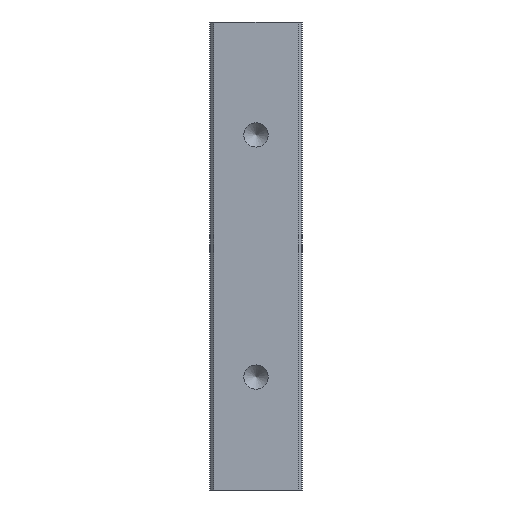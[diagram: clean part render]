
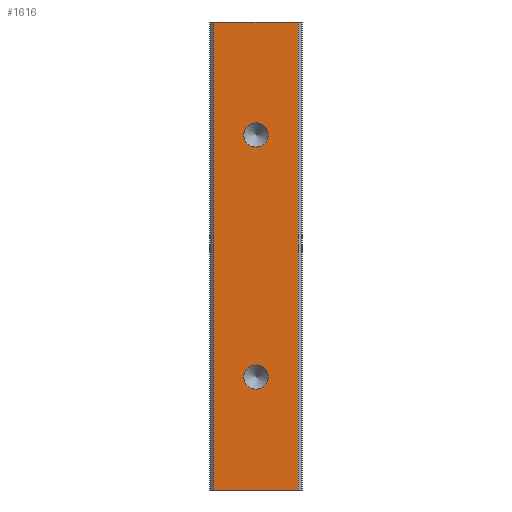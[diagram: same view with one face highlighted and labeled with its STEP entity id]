
A CAD part, front view. The second image highlights one B-rep face of the part: STEP entity #1616.
In plain terms, the highlighted planar face has unit normal (0, -1, 0).
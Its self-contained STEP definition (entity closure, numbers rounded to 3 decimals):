
#24 = VERTEX_POINT ( 'NONE', #120 ) ;
#36 = VERTEX_POINT ( 'NONE', #132 ) ;
#37 = VERTEX_POINT ( 'NONE', #133 ) ;
#53 = VERTEX_POINT ( 'NONE', #149 ) ;
#120 = CARTESIAN_POINT ( 'NONE',  ( 10.5, 0., -116. ) ) ;
#132 = CARTESIAN_POINT ( 'NONE',  ( 10.5, 0., 0. ) ) ;
#133 = CARTESIAN_POINT ( 'NONE',  ( -10.5, 0., 0. ) ) ;
#149 = CARTESIAN_POINT ( 'NONE',  ( -10.5, 0., -116. ) ) ;
#201 = CARTESIAN_POINT ( 'NONE',  ( 10.5, 0., 0. ) ) ;
#202 = CARTESIAN_POINT ( 'NONE',  ( 10.5, 0., -116. ) ) ;
#203 = CARTESIAN_POINT ( 'NONE',  ( -10.5, 0., -116. ) ) ;
#204 = DIRECTION ( 'NONE',  ( 1., 0., 0. ) ) ;
#205 = DIRECTION ( 'NONE',  ( 1., 0., 0. ) ) ;
#206 = DIRECTION ( 'NONE',  ( 0., 0., 1. ) ) ;
#207 = CARTESIAN_POINT ( 'NONE',  ( 0., 0., -28. ) ) ;
#208 = DIRECTION ( 'NONE',  ( 0., 1., 0. ) ) ;
#209 = DIRECTION ( 'NONE',  ( 0., 0., 1. ) ) ;
#210 = CARTESIAN_POINT ( 'NONE',  ( 10.5, 0., -116. ) ) ;
#211 = DIRECTION ( 'NONE',  ( 0., 0., 1. ) ) ;
#212 = CARTESIAN_POINT ( 'NONE',  ( 0., 0., -88. ) ) ;
#215 = DIRECTION ( 'NONE',  ( 0., 1., 0. ) ) ;
#216 = DIRECTION ( 'NONE',  ( 0., 0., 1. ) ) ;
#587 = PLANE ( 'NONE',  #1226 ) ;
#588 = CARTESIAN_POINT ( 'NONE',  ( 10.5, 0., -116. ) ) ;
#589 = DIRECTION ( 'NONE',  ( 0., -1., 0. ) ) ;
#590 = DIRECTION ( 'NONE',  ( 1., 0., 0. ) ) ;
#657 = EDGE_LOOP ( 'NONE', ( #785, #786, #784, #788 ) ) ;
#784 = ORIENTED_EDGE ( 'NONE', *, *, #1006, .T. ) ;
#785 = ORIENTED_EDGE ( 'NONE', *, *, #1004, .F. ) ;
#786 = ORIENTED_EDGE ( 'NONE', *, *, #1007, .F. ) ;
#787 = ORIENTED_EDGE ( 'NONE', *, *, #1008, .T. ) ;
#788 = ORIENTED_EDGE ( 'NONE', *, *, #1009, .T. ) ;
#897 = ORIENTED_EDGE ( 'NONE', *, *, #1011, .T. ) ;
#967 = VECTOR ( 'NONE', #205, 1000. ) ;
#968 = VECTOR ( 'NONE', #204, 1000. ) ;
#969 = LINE ( 'NONE', #201, #968 ) ;
#970 = LINE ( 'NONE', #202, #967 ) ;
#971 = LINE ( 'NONE', #203, #973 ) ;
#972 = LINE ( 'NONE', #210, #977 ) ;
#973 = VECTOR ( 'NONE', #206, 1000. ) ;
#977 = VECTOR ( 'NONE', #211, 1000. ) ;
#978 = CIRCLE ( 'NONE', #1005, 3. ) ;
#983 = CIRCLE ( 'NONE', #1159, 3. ) ;
#998 = EDGE_LOOP ( 'NONE', ( #787 ) ) ;
#1004 = EDGE_CURVE ( 'NONE', #37, #36, #969, .T. ) ;
#1005 = AXIS2_PLACEMENT_3D ( 'NONE', #207, #208, #209 ) ;
#1006 = EDGE_CURVE ( 'NONE', #53, #24, #970, .T. ) ;
#1007 = EDGE_CURVE ( 'NONE', #53, #37, #971, .T. ) ;
#1008 = EDGE_CURVE ( 'NONE', #1833, #1833, #978, .T. ) ;
#1009 = EDGE_CURVE ( 'NONE', #24, #36, #972, .T. ) ;
#1011 = EDGE_CURVE ( 'NONE', #1773, #1773, #983, .T. ) ;
#1159 = AXIS2_PLACEMENT_3D ( 'NONE', #212, #215, #216 ) ;
#1226 = AXIS2_PLACEMENT_3D ( 'NONE', #588, #589, #590 ) ;
#1561 = FACE_OUTER_BOUND ( 'NONE', #657, .T. ) ;
#1572 = FACE_BOUND ( 'NONE', #998, .T. ) ;
#1575 = FACE_BOUND ( 'NONE', #1673, .T. ) ;
#1616 = ADVANCED_FACE ( 'NONE', ( #1572, #1561, #1575 ), #587, .T. ) ;
#1673 = EDGE_LOOP ( 'NONE', ( #897 ) ) ;
#1773 = VERTEX_POINT ( 'NONE', #1835 ) ;
#1833 = VERTEX_POINT ( 'NONE', #1834 ) ;
#1834 = CARTESIAN_POINT ( 'NONE',  ( 0., 0., -25. ) ) ;
#1835 = CARTESIAN_POINT ( 'NONE',  ( 0., 0., -85. ) ) ;
